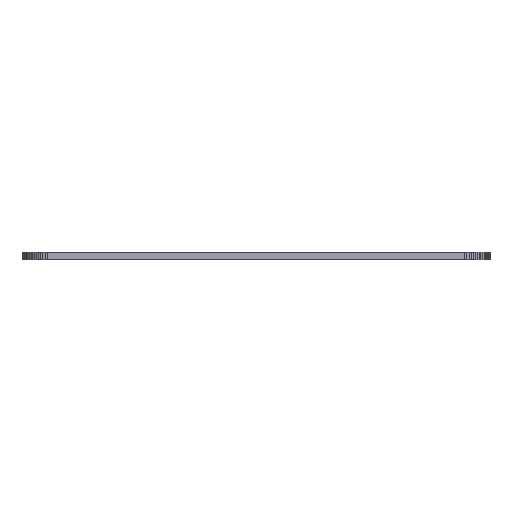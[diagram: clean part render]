
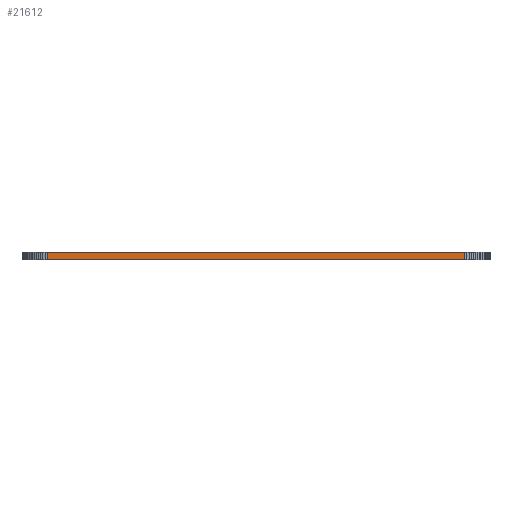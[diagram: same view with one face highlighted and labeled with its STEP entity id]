
A CAD part, left-side view. The second image highlights one B-rep face of the part: STEP entity #21612.
In plain terms, the highlighted planar face has unit normal (-1, 0, 0).
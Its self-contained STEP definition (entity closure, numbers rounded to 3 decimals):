
#90 = PLANE('',#91);
#91 = AXIS2_PLACEMENT_3D('',#92,#93,#94);
#92 = CARTESIAN_POINT('',(136.335,-98.806,1.58));
#93 = DIRECTION('',(-0.,-0.,-1.));
#94 = DIRECTION('',(-1.,0.,0.));
#144 = PLANE('',#145);
#145 = AXIS2_PLACEMENT_3D('',#146,#147,#148);
#146 = CARTESIAN_POINT('',(136.335,-98.806,0.));
#147 = DIRECTION('',(-0.,-0.,-1.));
#148 = DIRECTION('',(-1.,0.,0.));
#1765 = VERTEX_POINT('',#1766);
#1766 = CARTESIAN_POINT('',(62.357,-140.716,0.));
#1780 = PLANE('',#1781);
#1781 = AXIS2_PLACEMENT_3D('',#1782,#1783,#1784);
#1782 = CARTESIAN_POINT('',(62.376,-141.159,0.));
#1783 = DIRECTION('',(-0.999,-0.044,0.));
#1784 = DIRECTION('',(-0.044,0.999,0.));
#1792 = EDGE_CURVE('',#1765,#1793,#1795,.T.);
#1793 = VERTEX_POINT('',#1794);
#1794 = CARTESIAN_POINT('',(62.357,-56.896,0.));
#1795 = SURFACE_CURVE('',#1796,(#1800,#1807),.PCURVE_S1.);
#1796 = LINE('',#1797,#1798);
#1797 = CARTESIAN_POINT('',(62.357,-140.716,0.));
#1798 = VECTOR('',#1799,1.);
#1799 = DIRECTION('',(0.,1.,0.));
#1800 = PCURVE('',#144,#1801);
#1801 = DEFINITIONAL_REPRESENTATION('',(#1802),#1806);
#1802 = LINE('',#1803,#1804);
#1803 = CARTESIAN_POINT('',(73.978,-41.91));
#1804 = VECTOR('',#1805,1.);
#1805 = DIRECTION('',(0.,1.));
#1806 = ( GEOMETRIC_REPRESENTATION_CONTEXT(2) 
PARAMETRIC_REPRESENTATION_CONTEXT() REPRESENTATION_CONTEXT('2D SPACE',''
  ) );
#1807 = PCURVE('',#1808,#1813);
#1808 = PLANE('',#1809);
#1809 = AXIS2_PLACEMENT_3D('',#1810,#1811,#1812);
#1810 = CARTESIAN_POINT('',(62.357,-140.716,0.));
#1811 = DIRECTION('',(-1.,0.,0.));
#1812 = DIRECTION('',(0.,1.,0.));
#1813 = DEFINITIONAL_REPRESENTATION('',(#1814),#1818);
#1814 = LINE('',#1815,#1816);
#1815 = CARTESIAN_POINT('',(0.,0.));
#1816 = VECTOR('',#1817,1.);
#1817 = DIRECTION('',(1.,0.));
#1818 = ( GEOMETRIC_REPRESENTATION_CONTEXT(2) 
PARAMETRIC_REPRESENTATION_CONTEXT() REPRESENTATION_CONTEXT('2D SPACE',''
  ) );
#1836 = PLANE('',#1837);
#1837 = AXIS2_PLACEMENT_3D('',#1838,#1839,#1840);
#1838 = CARTESIAN_POINT('',(62.357,-56.896,0.));
#1839 = DIRECTION('',(-0.999,0.044,0.));
#1840 = DIRECTION('',(0.044,0.999,0.));
#12637 = VERTEX_POINT('',#12638);
#12638 = CARTESIAN_POINT('',(62.357,-140.716,1.58));
#12659 = EDGE_CURVE('',#12637,#12660,#12662,.T.);
#12660 = VERTEX_POINT('',#12661);
#12661 = CARTESIAN_POINT('',(62.357,-56.896,1.58));
#12662 = SURFACE_CURVE('',#12663,(#12667,#12674),.PCURVE_S1.);
#12663 = LINE('',#12664,#12665);
#12664 = CARTESIAN_POINT('',(62.357,-140.716,1.58));
#12665 = VECTOR('',#12666,1.);
#12666 = DIRECTION('',(0.,1.,0.));
#12667 = PCURVE('',#90,#12668);
#12668 = DEFINITIONAL_REPRESENTATION('',(#12669),#12673);
#12669 = LINE('',#12670,#12671);
#12670 = CARTESIAN_POINT('',(73.978,-41.91));
#12671 = VECTOR('',#12672,1.);
#12672 = DIRECTION('',(0.,1.));
#12673 = ( GEOMETRIC_REPRESENTATION_CONTEXT(2) 
PARAMETRIC_REPRESENTATION_CONTEXT() REPRESENTATION_CONTEXT('2D SPACE',''
  ) );
#12674 = PCURVE('',#1808,#12675);
#12675 = DEFINITIONAL_REPRESENTATION('',(#12676),#12680);
#12676 = LINE('',#12677,#12678);
#12677 = CARTESIAN_POINT('',(0.,-1.58));
#12678 = VECTOR('',#12679,1.);
#12679 = DIRECTION('',(1.,0.));
#12680 = ( GEOMETRIC_REPRESENTATION_CONTEXT(2) 
PARAMETRIC_REPRESENTATION_CONTEXT() REPRESENTATION_CONTEXT('2D SPACE',''
  ) );
#21562 = EDGE_CURVE('',#1793,#12660,#21563,.T.);
#21563 = SURFACE_CURVE('',#21564,(#21568,#21575),.PCURVE_S1.);
#21564 = LINE('',#21565,#21566);
#21565 = CARTESIAN_POINT('',(62.357,-56.896,0.));
#21566 = VECTOR('',#21567,1.);
#21567 = DIRECTION('',(0.,0.,1.));
#21568 = PCURVE('',#1836,#21569);
#21569 = DEFINITIONAL_REPRESENTATION('',(#21570),#21574);
#21570 = LINE('',#21571,#21572);
#21571 = CARTESIAN_POINT('',(0.,0.));
#21572 = VECTOR('',#21573,1.);
#21573 = DIRECTION('',(0.,-1.));
#21574 = ( GEOMETRIC_REPRESENTATION_CONTEXT(2) 
PARAMETRIC_REPRESENTATION_CONTEXT() REPRESENTATION_CONTEXT('2D SPACE',''
  ) );
#21575 = PCURVE('',#1808,#21576);
#21576 = DEFINITIONAL_REPRESENTATION('',(#21577),#21581);
#21577 = LINE('',#21578,#21579);
#21578 = CARTESIAN_POINT('',(83.82,0.));
#21579 = VECTOR('',#21580,1.);
#21580 = DIRECTION('',(0.,-1.));
#21581 = ( GEOMETRIC_REPRESENTATION_CONTEXT(2) 
PARAMETRIC_REPRESENTATION_CONTEXT() REPRESENTATION_CONTEXT('2D SPACE',''
  ) );
#21612 = ADVANCED_FACE('',(#21613),#1808,.T.);
#21613 = FACE_BOUND('',#21614,.T.);
#21614 = EDGE_LOOP('',(#21615,#21636,#21637,#21638));
#21615 = ORIENTED_EDGE('',*,*,#21616,.T.);
#21616 = EDGE_CURVE('',#1765,#12637,#21617,.T.);
#21617 = SURFACE_CURVE('',#21618,(#21622,#21629),.PCURVE_S1.);
#21618 = LINE('',#21619,#21620);
#21619 = CARTESIAN_POINT('',(62.357,-140.716,0.));
#21620 = VECTOR('',#21621,1.);
#21621 = DIRECTION('',(0.,0.,1.));
#21622 = PCURVE('',#1808,#21623);
#21623 = DEFINITIONAL_REPRESENTATION('',(#21624),#21628);
#21624 = LINE('',#21625,#21626);
#21625 = CARTESIAN_POINT('',(0.,0.));
#21626 = VECTOR('',#21627,1.);
#21627 = DIRECTION('',(0.,-1.));
#21628 = ( GEOMETRIC_REPRESENTATION_CONTEXT(2) 
PARAMETRIC_REPRESENTATION_CONTEXT() REPRESENTATION_CONTEXT('2D SPACE',''
  ) );
#21629 = PCURVE('',#1780,#21630);
#21630 = DEFINITIONAL_REPRESENTATION('',(#21631),#21635);
#21631 = LINE('',#21632,#21633);
#21632 = CARTESIAN_POINT('',(0.443,0.));
#21633 = VECTOR('',#21634,1.);
#21634 = DIRECTION('',(0.,-1.));
#21635 = ( GEOMETRIC_REPRESENTATION_CONTEXT(2) 
PARAMETRIC_REPRESENTATION_CONTEXT() REPRESENTATION_CONTEXT('2D SPACE',''
  ) );
#21636 = ORIENTED_EDGE('',*,*,#12659,.T.);
#21637 = ORIENTED_EDGE('',*,*,#21562,.F.);
#21638 = ORIENTED_EDGE('',*,*,#1792,.F.);
